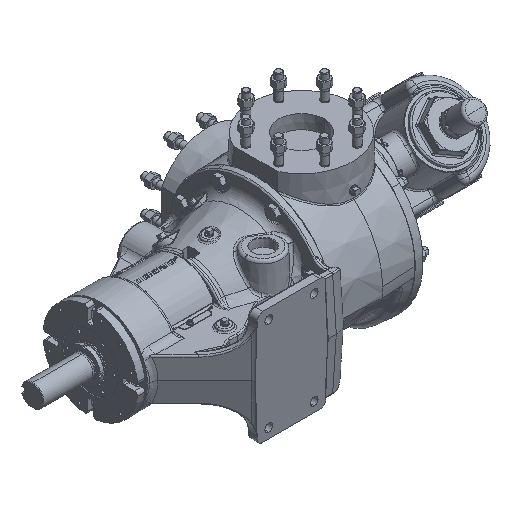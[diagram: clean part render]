
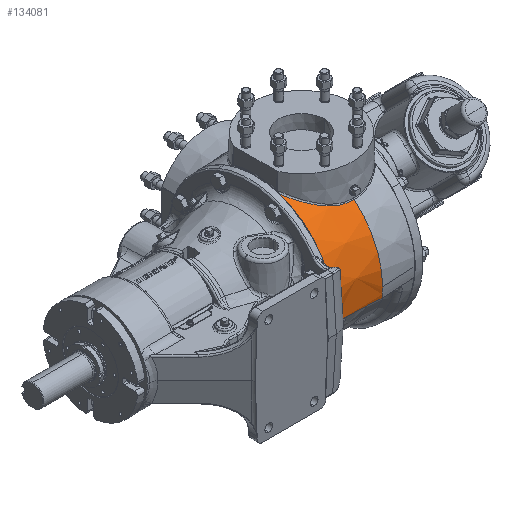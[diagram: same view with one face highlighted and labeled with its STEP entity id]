
A CAD part, isometric view. The second image highlights one B-rep face of the part: STEP entity #134081.
In plain terms, the highlighted conical face has half-angle 2 degrees and reference radius 177.8 mm.
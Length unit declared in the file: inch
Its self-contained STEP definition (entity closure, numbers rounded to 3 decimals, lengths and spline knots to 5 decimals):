
#1866 = VERTEX_POINT ( 'NONE', #198396 ) ;
#3735 = CARTESIAN_POINT ( 'NONE',  ( -200.57377, 0., 0. ) ) ;
#5834 = VERTEX_POINT ( 'NONE', #96447 ) ;
#7239 = ORIENTED_EDGE ( 'NONE', *, *, #27470, .T. ) ;
#11228 = EDGE_CURVE ( 'NONE', #1866, #183754, #40442, .T. ) ;
#18654 = CARTESIAN_POINT ( 'NONE',  ( 1.34872, -3.72053, 5.99167 ) ) ;
#23192 = EDGE_CURVE ( 'NONE', #43004, #185209, #164726, .T. ) ;
#27470 = EDGE_CURVE ( 'NONE', #183754, #185209, #77870, .T. ) ;
#27909 = CARTESIAN_POINT ( 'NONE',  ( 4.14, -4.64184, 5.43674 ) ) ;
#29075 = CARTESIAN_POINT ( 'NONE',  ( 4.14, -4.64181, 5.43676 ) ) ;
#29674 = CARTESIAN_POINT ( 'NONE',  ( -0.12, 0., 0. ) ) ;
#29841 = DIRECTION ( 'NONE',  ( 1., 0., 0. ) ) ;
#30546 = CARTESIAN_POINT ( 'NONE',  ( 2.95378, -4.48987, 5.50967 ) ) ;
#36448 = ORIENTED_EDGE ( 'NONE', *, *, #11228, .T. ) ;
#36544 = DIRECTION ( 'NONE',  ( 1., 0., 0. ) ) ;
#40442 = CIRCLE ( 'NONE', #172021, 7.00471 ) ;
#43004 = VERTEX_POINT ( 'NONE', #190486 ) ;
#56362 = CARTESIAN_POINT ( 'NONE',  ( 1.51681, -3.84031, 5.92215 ) ) ;
#57522 = CARTESIAN_POINT ( 'NONE',  ( 0.1136, -2.344, 6.60742 ) ) ;
#63211 = AXIS2_PLACEMENT_3D ( 'NONE', #110688, #36544, #128315 ) ;
#65090 = AXIS2_PLACEMENT_3D ( 'NONE', #29674, #174502, #227476 ) ;
#65890 = CARTESIAN_POINT ( 'NONE',  ( 3.21687, -4.55002, 5.47197 ) ) ;
#68192 = CARTESIAN_POINT ( 'NONE',  ( 4.14, -4.6418, 5.43678 ) ) ;
#72821 = CARTESIAN_POINT ( 'NONE',  ( 2.0616, -4.15367, 5.72888 ) ) ;
#73899 = EDGE_CURVE ( 'NONE', #5834, #1866, #84209, .T. ) ;
#74724 = CIRCLE ( 'NONE', #172567, 7.14876 ) ;
#77870 = LINE ( 'NONE', #3735, #151530 ) ;
#79737 = CARTESIAN_POINT ( 'NONE',  ( 4.14, -4.64182, 5.43675 ) ) ;
#84004 = CARTESIAN_POINT ( 'NONE',  ( 0.015, 0., 0. ) ) ;
#84209 = B_SPLINE_CURVE_WITH_KNOTS ( 'NONE', 3,
 ( #68192, #191839, #196460, #155383, #176505, #227175, #65890, #158835, #30546, #212969, #102362, #137657, #161152, #72821, #143451, #202277, #93994, #56362, #18654, #181134, #128103, #215273, #111639, #91666, #162304, #89342, #57522, #232951 ),
 .UNSPECIFIED., .F., .F.,
 ( 4, 2, 2, 2, 2, 2, 2, 2, 2, 2, 2, 2, 2, 4 ),
 ( 0., 0.01665, 0.02081, 0.02498, 0.0333, 0.04995, 0.05412, 0.05828, 0.0666, 0.08326, 0.09991, 0.10823, 0.11656, 0.13321 ),
 .UNSPECIFIED. ) ;
#89342 = CARTESIAN_POINT ( 'NONE',  ( 0.22358, -2.52156, 6.54544 ) ) ;
#91666 = CARTESIAN_POINT ( 'NONE',  ( 0.46845, -2.85782, 6.41316 ) ) ;
#93994 = CARTESIAN_POINT ( 'NONE',  ( 1.78403, -4.00468, 5.82253 ) ) ;
#95614 = CARTESIAN_POINT ( 'NONE',  ( 4.14, -7.09548, -0.87121 ) ) ;
#96447 = CARTESIAN_POINT ( 'NONE',  ( 4.14, -4.6418, 5.43678 ) ) ;
#96671 = DIRECTION ( 'NONE',  ( 1., 0., 0. ) ) ;
#102362 = CARTESIAN_POINT ( 'NONE',  ( 2.44663, -4.32887, 5.61552 ) ) ;
#110688 = CARTESIAN_POINT ( 'NONE',  ( 4.14, 0., 0. ) ) ;
#111639 = CARTESIAN_POINT ( 'NONE',  ( 0.60068, -3.01868, 6.34415 ) ) ;
#116985 = DIRECTION ( 'NONE',  ( 0., 0., -1. ) ) ;
#117168 = EDGE_LOOP ( 'NONE', ( #138241, #36448, #7239, #139954, #169443, #129739 ) ) ;
#128103 = CARTESIAN_POINT ( 'NONE',  ( 0.88085, -3.32158, 6.20364 ) ) ;
#128315 = DIRECTION ( 'NONE',  ( 0., 1., 0. ) ) ;
#129739 = ORIENTED_EDGE ( 'NONE', *, *, #140176, .T. ) ;
#134081 = ADVANCED_FACE ( 'Defeatured_0_4530', ( #195605 ), #204067, .T. ) ;
#137657 = CARTESIAN_POINT ( 'NONE',  ( 2.20477, -4.2219, 5.68501 ) ) ;
#138241 = ORIENTED_EDGE ( 'NONE', *, *, #73899, .T. ) ;
#139954 = ORIENTED_EDGE ( 'NONE', *, *, #23192, .F. ) ;
#140176 = EDGE_CURVE ( 'NONE', #203151, #5834, #192254, .T. ) ;
#143451 = CARTESIAN_POINT ( 'NONE',  ( 2.01457, -4.12994, 5.744 ) ) ;
#151530 = VECTOR ( 'NONE', #221486, 39.37008 ) ;
#152060 = EDGE_CURVE ( 'NONE', #203151, #43004, #74724, .T. ) ;
#153496 = CARTESIAN_POINT ( 'NONE',  ( 4.14, -4.64184, 5.43674 ) ) ;
#155383 = CARTESIAN_POINT ( 'NONE',  ( 3.43189, -4.58821, 5.44979 ) ) ;
#156103 = CARTESIAN_POINT ( 'NONE',  ( 0.015, -6.9525, -0.85366 ) ) ;
#158835 = CARTESIAN_POINT ( 'NONE',  ( 3.05801, -4.51603, 5.49292 ) ) ;
#161152 = CARTESIAN_POINT ( 'NONE',  ( 2.15669, -4.19965, 5.69939 ) ) ;
#162304 = CARTESIAN_POINT ( 'NONE',  ( 0.40515, -2.77533, 6.44692 ) ) ;
#164726 = CIRCLE ( 'NONE', #63211, 7.14876 ) ;
#168058 = CARTESIAN_POINT ( 'NONE',  ( 4.14, -4.6418, 5.43678 ) ) ;
#169443 = ORIENTED_EDGE ( 'NONE', *, *, #152060, .F. ) ;
#172021 = AXIS2_PLACEMENT_3D ( 'NONE', #84004, #29841, #116985 ) ;
#172567 = AXIS2_PLACEMENT_3D ( 'NONE', #227264, #96671, #204963 ) ;
#174502 = DIRECTION ( 'NONE',  ( 1., 0., 0. ) ) ;
#176505 = CARTESIAN_POINT ( 'NONE',  ( 3.37785, -4.57959, 5.45458 ) ) ;
#181134 = CARTESIAN_POINT ( 'NONE',  ( 1.03076, -3.46119, 6.13238 ) ) ;
#183754 = VERTEX_POINT ( 'NONE', #156103 ) ;
#185209 = VERTEX_POINT ( 'NONE', #95614 ) ;
#190486 = CARTESIAN_POINT ( 'NONE',  ( 4.14, -7.14876, 0. ) ) ;
#191839 = CARTESIAN_POINT ( 'NONE',  ( 3.92032, -4.64187, 5.42662 ) ) ;
#192254 = B_SPLINE_CURVE_WITH_KNOTS ( 'NONE', 3,
 ( #27909, #79737, #29075, #168058 ),
 .UNSPECIFIED., .F., .F.,
 ( 4, 4 ),
 ( 0., 0. ),
 .UNSPECIFIED. ) ;
#195605 = FACE_OUTER_BOUND ( 'NONE', #117168, .T. ) ;
#196460 = CARTESIAN_POINT ( 'NONE',  ( 3.70232, -4.62648, 5.42986 ) ) ;
#198396 = CARTESIAN_POINT ( 'NONE',  ( 0.015, -2.15734, 6.66423 ) ) ;
#202277 = CARTESIAN_POINT ( 'NONE',  ( 1.87503, -4.05655, 5.79033 ) ) ;
#203151 = VERTEX_POINT ( 'NONE', #153496 ) ;
#204067 = CONICAL_SURFACE ( 'NONE', #65090, 7., 0.035 ) ;
#204963 = DIRECTION ( 'NONE',  ( 0., 1., 0. ) ) ;
#212969 = CARTESIAN_POINT ( 'NONE',  ( 2.64576, -4.40131, 5.5673 ) ) ;
#215273 = CARTESIAN_POINT ( 'NONE',  ( 0.6691, -3.09641, 6.30917 ) ) ;
#221486 = DIRECTION ( 'NONE',  ( 0.999, -0.035, -0.004 ) ) ;
#227175 = CARTESIAN_POINT ( 'NONE',  ( 3.27024, -4.56048, 5.46568 ) ) ;
#227264 = CARTESIAN_POINT ( 'NONE',  ( 4.14, 0., 0. ) ) ;
#227476 = DIRECTION ( 'NONE',  ( 0., 1., 0. ) ) ;
#232951 = CARTESIAN_POINT ( 'NONE',  ( 0.015, -2.15734, 6.66423 ) ) ;
